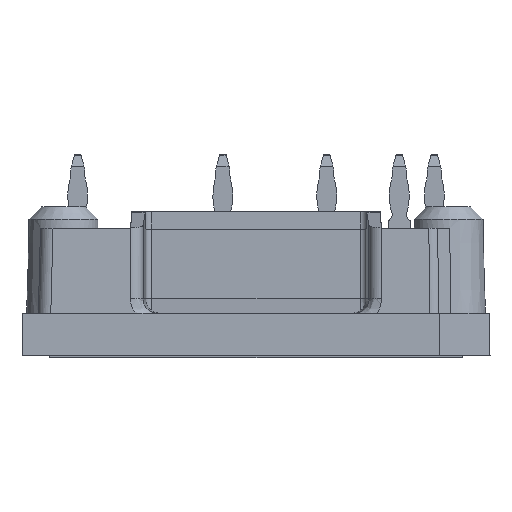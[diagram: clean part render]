
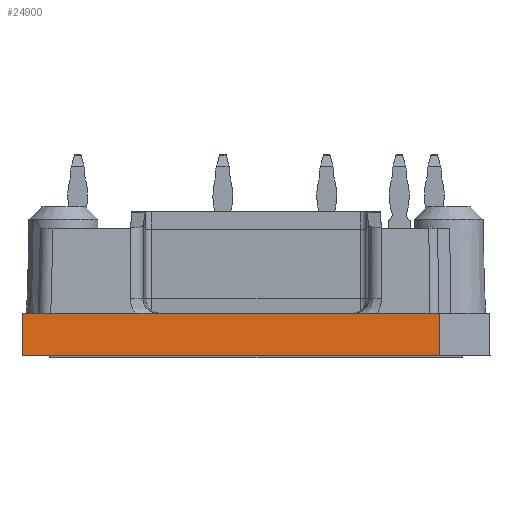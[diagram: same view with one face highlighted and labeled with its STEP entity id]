
A CAD part, left-side view. The second image highlights one B-rep face of the part: STEP entity #24900.
In plain terms, the highlighted planar face has unit normal (-1, 0, 0.018).
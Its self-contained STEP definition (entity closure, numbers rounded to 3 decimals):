
#1870=ORIENTED_EDGE('',*,*,#7148,.T.);
#1871=ORIENTED_EDGE('',*,*,#7149,.F.);
#1872=ORIENTED_EDGE('',*,*,#7146,.T.);
#1873=ORIENTED_EDGE('',*,*,#7099,.T.);
#7099=EDGE_CURVE('',#9671,#9675,#11465,.F.);
#7146=EDGE_CURVE('',#9716,#9671,#11504,.T.);
#7148=EDGE_CURVE('',#9675,#9717,#11506,.F.);
#7149=EDGE_CURVE('',#9716,#9717,#11507,.F.);
#9671=VERTEX_POINT('',#33954);
#9675=VERTEX_POINT('',#33962);
#9716=VERTEX_POINT('',#34058);
#9717=VERTEX_POINT('',#34062);
#11465=LINE('',#33963,#13397);
#11504=LINE('',#34057,#13436);
#11506=LINE('',#34061,#13438);
#11507=LINE('',#34063,#13439);
#13397=VECTOR('',#28442,1000.);
#13436=VECTOR('',#28511,1000.);
#13438=VECTOR('',#28515,1000.);
#13439=VECTOR('',#28516,1000.);
#15146=EDGE_LOOP('',(#1870,#1871,#1872,#1873));
#16240=FACE_BOUND('',#15146,.T.);
#17258=PLANE('',#26058);
#24900=ADVANCED_FACE('',(#16240),#17258,.T.);
#26058=AXIS2_PLACEMENT_3D('',#34060,#28513,#28514);
#28442=DIRECTION('',(0.,1.,0.));
#28511=DIRECTION('',(-0.017,0.017,-1.));
#28513=DIRECTION('',(-1.,0.,0.017));
#28514=DIRECTION('',(0.017,0.,1.));
#28515=DIRECTION('',(-0.017,-0.007,-1.));
#28516=DIRECTION('',(0.,1.,0.));
#33954=CARTESIAN_POINT('',(-41.,18.7,0.));
#33962=CARTESIAN_POINT('',(-41.,-14.7,0.));
#33963=CARTESIAN_POINT('',(-41.,0.,0.));
#34057=CARTESIAN_POINT('',(-40.994,18.694,0.326));
#34058=CARTESIAN_POINT('',(-40.941,18.641,3.4));
#34060=CARTESIAN_POINT('',(-41.,0.,0.));
#34061=CARTESIAN_POINT('',(-40.998,-14.699,0.134));
#34062=CARTESIAN_POINT('',(-40.941,-14.675,3.4));
#34063=CARTESIAN_POINT('',(-40.941,0.,3.4));
